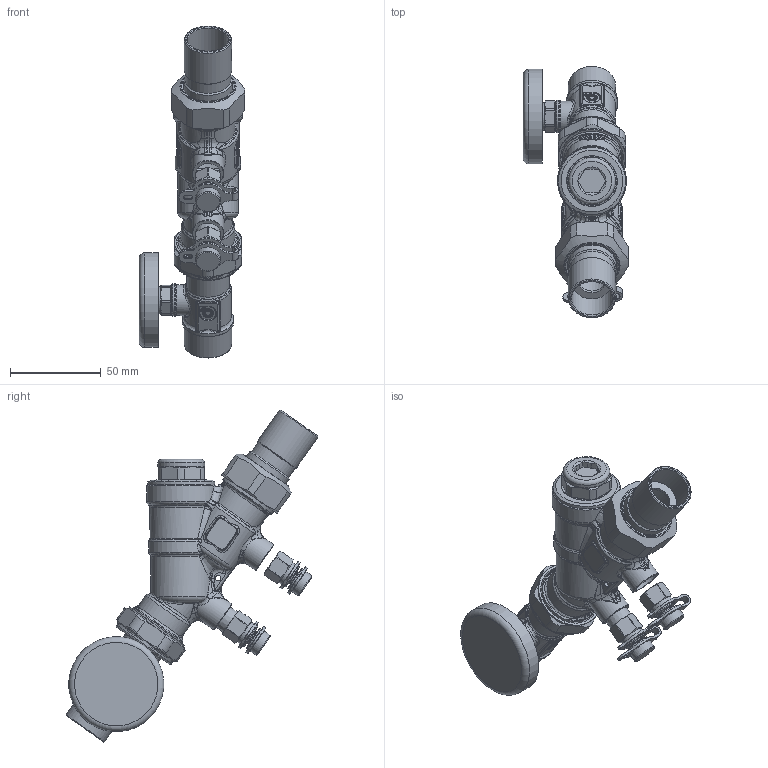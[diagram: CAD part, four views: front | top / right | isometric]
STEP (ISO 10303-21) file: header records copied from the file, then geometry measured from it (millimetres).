
FILE_DESCRIPTION(/* description */ (''),/* implementation_level */ '2;1');
FILE_NAME(/* name */ '128458AFC.stp',/* time_stamp */ '2025-07-21T08:51:37-05:00',/* author */ ('ischreiner'),/* organization */ (''),/* preprocessor_version */ 'ST-DEVELOPER v20',/* originating_system */ 'Autodesk Inventor 2025',/* authorisation */ '');
FILE_SCHEMA (('AUTOMOTIVE_DESIGN { 1 0 10303 214 3 1 1 }'));
Length unit declared in the file: inch
Products named in the file (5): 128458AFC; F0001774 - TST; F41358; F61008 - 1 inch union nut; NA10056_Simplify_1
Assembly tree (4 placements, depth 2):
  128458AFC
    F0001774 - TST
    F41358
    F61008 - 1 inch union nut
    NA10056_Simplify_1
Bounding box: 58.22 x 138.78 x 182.89 mm (x, y, z)
Volume: 212479.2 mm3; surface area: 56365.3 mm2
Topology: 9 solids, 10 shells, 1588 faces, 3776 edges, 2177 vertices
Faces by surface type: bspline 837, cylinder 317, plane 199, cone 114, torus 79, sphere 42
Full cylindrical faces by diameter (mm): 3 x1, 8 x2, 9.017 x1, 11.176 x1, 11.227 x1, 11.5 x2, 12 x4, 12.2 x2, 12.954 x1, 13.5 x6, 13.6 x1, 13.9 x2, 14.224 x1, 15.24 x1, 15.875 x1, 17 x1, 17.5 x2, 18 x2, 19.812 x1, 21.057 x1, 22.352 x2, 23.5 x1, 24 x2, 24.13 x1, 24.994 x1, 25.8 x1, 26 x1, 26.01 x1, 26.492 x1, 26.924 x1
Entity records: 191445 total; most frequent: CARTESIAN_POINT 158428, ORIENTED_EDGE 7406, DIRECTION 5049, EDGE_CURVE 3703, AXIS2_PLACEMENT_3D 2188, VERTEX_POINT 2177, EDGE_LOOP 1652, FACE_OUTER_BOUND 1588
